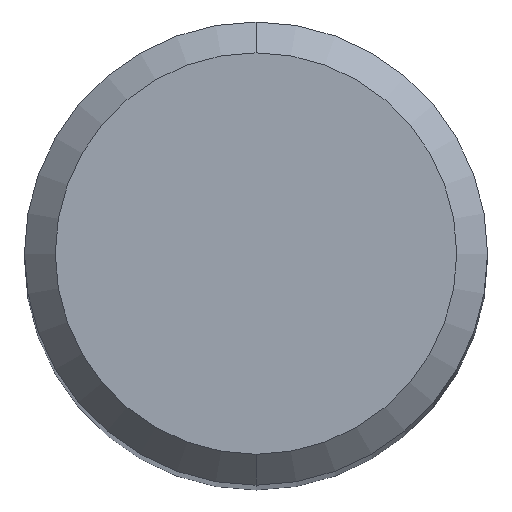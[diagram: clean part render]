
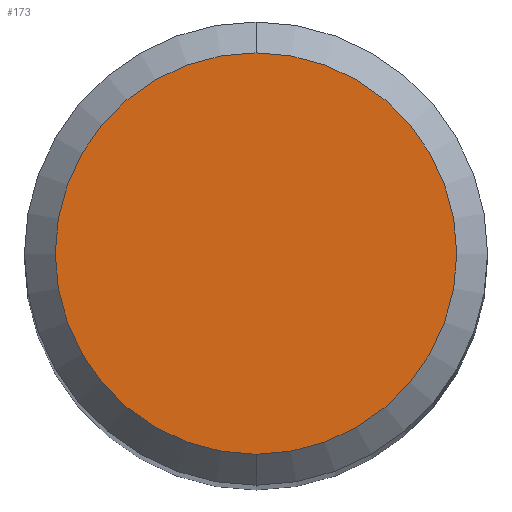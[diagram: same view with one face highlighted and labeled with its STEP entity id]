
A CAD part, top view. The second image highlights one B-rep face of the part: STEP entity #173.
In plain terms, the highlighted planar face has unit normal (0, 0, 1).
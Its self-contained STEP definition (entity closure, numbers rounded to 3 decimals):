
#173=ADVANCED_FACE('',(#450),#451,.T.);
#195=EDGE_CURVE('',#245,#331,#476,.T.);
#241=EDGE_CURVE('',#331,#245,#532,.T.);
#245=VERTEX_POINT('',#536);
#331=VERTEX_POINT('',#630);
#450=FACE_OUTER_BOUND('',#773,.T.);
#451=PLANE('',#774);
#476=CIRCLE('',#808,2.6);
#532=CIRCLE('',#923,2.6);
#536=CARTESIAN_POINT('',(0.0,2.6,0.0));
#630=CARTESIAN_POINT('',(0.,-2.6,0.0));
#773=EDGE_LOOP('',(#1332,#1333));
#774=AXIS2_PLACEMENT_3D('',#1334,#1335,#1336);
#808=AXIS2_PLACEMENT_3D('',#1367,#1368,#1369);
#923=AXIS2_PLACEMENT_3D('',#1455,#1456,#1457);
#1332=ORIENTED_EDGE('',*,*,#195,.F.);
#1333=ORIENTED_EDGE('',*,*,#241,.F.);
#1334=CARTESIAN_POINT('',(0.0,1.3,0.0));
#1335=DIRECTION('',(-0.0,0.0,1.0));
#1336=DIRECTION('',(0.0,-1.0,0.0));
#1367=CARTESIAN_POINT('',(0.0,0.0,0.0));
#1368=DIRECTION('',(0.0,0.0,-1.0));
#1369=DIRECTION('',(0.0,1.0,0.0));
#1455=CARTESIAN_POINT('',(0.0,0.0,0.0));
#1456=DIRECTION('',(0.0,0.0,-1.0));
#1457=DIRECTION('',(0.0,1.0,0.0));
